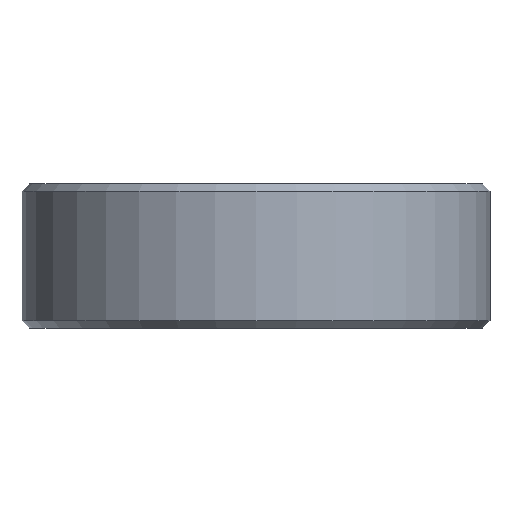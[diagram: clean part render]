
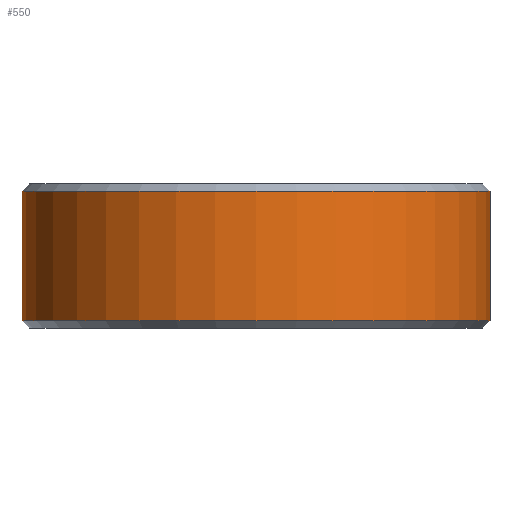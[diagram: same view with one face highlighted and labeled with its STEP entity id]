
A CAD part, front view. The second image highlights one B-rep face of the part: STEP entity #550.
In plain terms, the highlighted cylindrical face has radius 20.637 mm (diameter 41.275 mm), a partial arc.
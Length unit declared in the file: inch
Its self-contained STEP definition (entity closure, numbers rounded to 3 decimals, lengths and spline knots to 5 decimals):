
#56 = DIRECTION ( 'NONE',  ( 0., 0., 1. ) ) ;
#86 = DIRECTION ( 'NONE',  ( 0., 0., 1. ) ) ;
#214 = LINE ( 'NONE', #1646, #517 ) ;
#260 = EDGE_CURVE ( 'NONE', #1011, #1003, #1203, .T. ) ;
#517 = VECTOR ( 'NONE', #774, 39.37008 ) ;
#540 = VECTOR ( 'NONE', #56, 39.37008 ) ;
#543 = CARTESIAN_POINT ( 'NONE',  ( -0.8125, 0., -0.225 ) ) ;
#550 = ADVANCED_FACE ( 'NONE', ( #1746 ), #1728, .T. ) ;
#590 = EDGE_LOOP ( 'NONE', ( #1522, #1494, #1482, #1452 ) ) ;
#680 = CARTESIAN_POINT ( 'NONE',  ( 0.8125, 0., 0.225 ) ) ;
#698 = CARTESIAN_POINT ( 'NONE',  ( -0.8125, 0., 0.225 ) ) ;
#740 = CIRCLE ( 'NONE', #1410, 0.8125 ) ;
#756 = DIRECTION ( 'NONE',  ( 1., 0., 0. ) ) ;
#774 = DIRECTION ( 'NONE',  ( 0., 0., 1. ) ) ;
#803 = DIRECTION ( 'NONE',  ( 1., 0., 0. ) ) ;
#835 = VERTEX_POINT ( 'NONE', #680 ) ;
#842 = AXIS2_PLACEMENT_3D ( 'NONE', #1629, #1336, #756 ) ;
#860 = LINE ( 'NONE', #1272, #540 ) ;
#921 = CARTESIAN_POINT ( 'NONE',  ( 0., 0., 0.225 ) ) ;
#924 = VERTEX_POINT ( 'NONE', #698 ) ;
#1003 = VERTEX_POINT ( 'NONE', #1136 ) ;
#1010 = AXIS2_PLACEMENT_3D ( 'NONE', #1196, #86, #803 ) ;
#1011 = VERTEX_POINT ( 'NONE', #543 ) ;
#1052 = DIRECTION ( 'NONE',  ( 1., 0., 0. ) ) ;
#1136 = CARTESIAN_POINT ( 'NONE',  ( 0.8125, 0., -0.225 ) ) ;
#1196 = CARTESIAN_POINT ( 'NONE',  ( 0., 0., 0.25 ) ) ;
#1203 = CIRCLE ( 'NONE', #842, 0.8125 ) ;
#1272 = CARTESIAN_POINT ( 'NONE',  ( -0.8125, 0., 0.25 ) ) ;
#1282 = EDGE_CURVE ( 'NONE', #1003, #835, #214, .T. ) ;
#1336 = DIRECTION ( 'NONE',  ( 0., 0., 1. ) ) ;
#1410 = AXIS2_PLACEMENT_3D ( 'NONE', #921, #1974, #1052 ) ;
#1452 = ORIENTED_EDGE ( 'NONE', *, *, #1981, .F. ) ;
#1482 = ORIENTED_EDGE ( 'NONE', *, *, #1282, .T. ) ;
#1494 = ORIENTED_EDGE ( 'NONE', *, *, #260, .T. ) ;
#1522 = ORIENTED_EDGE ( 'NONE', *, *, #1703, .F. ) ;
#1629 = CARTESIAN_POINT ( 'NONE',  ( 0., 0., -0.225 ) ) ;
#1646 = CARTESIAN_POINT ( 'NONE',  ( 0.8125, 0., 0.25 ) ) ;
#1703 = EDGE_CURVE ( 'NONE', #1011, #924, #860, .T. ) ;
#1728 = CYLINDRICAL_SURFACE ( 'NONE', #1010, 0.8125 ) ;
#1746 = FACE_OUTER_BOUND ( 'NONE', #590, .T. ) ;
#1974 = DIRECTION ( 'NONE',  ( 0., 0., 1. ) ) ;
#1981 = EDGE_CURVE ( 'NONE', #924, #835, #740, .T. ) ;
